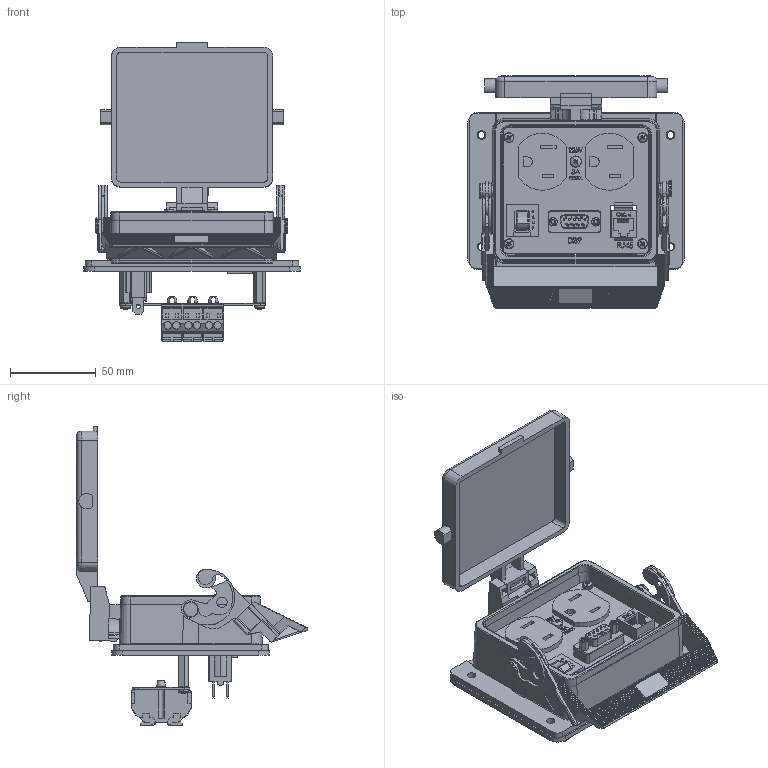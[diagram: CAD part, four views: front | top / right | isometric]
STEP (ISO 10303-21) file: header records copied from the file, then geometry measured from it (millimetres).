
FILE_DESCRIPTION (( 'STEP AP214' ), '1' );
FILE_NAME ('ZP-PDA-32-300.step', '2018-09-05T17:10:27', ( '' ), ( '' ), 'SwSTEP 2.0', 'SolidWorks 2017', '' );
FILE_SCHEMA (( 'AUTOMOTIVE_DESIGN' ));
Length unit declared in the file: inch
Products named in the file (1): ZP-PDA-32-300
Bounding box: 125.98 x 134.96 x 174.16 mm (x, y, z)
Volume: 219527.1 mm3; surface area: 121296.9 mm2
Topology: 1 solids, 18 shells, 3252 faces, 8744 edges, 5707 vertices
Faces by surface type: plane 2111, cylinder 665, bspline 305, torus 83, cone 74, sphere 14
Entity records: 143104 total; most frequent: CARTESIAN_POINT 36883, ORIENTED_EDGE 17472, DIRECTION 15494, EDGE_CURVE 8736, LINE 6138, VECTOR 6138, VERTEX_POINT 5707, AXIS2_PLACEMENT_3D 4678
